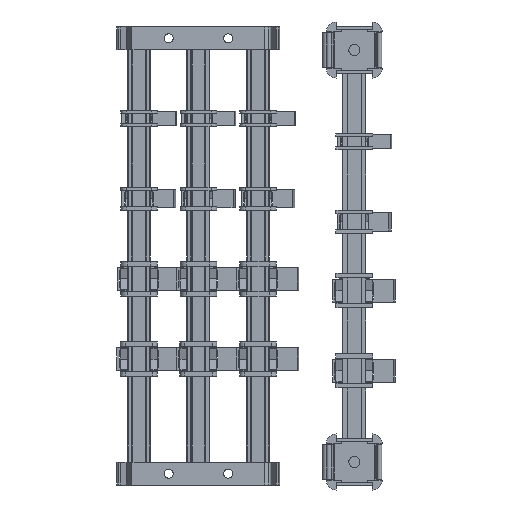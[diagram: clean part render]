
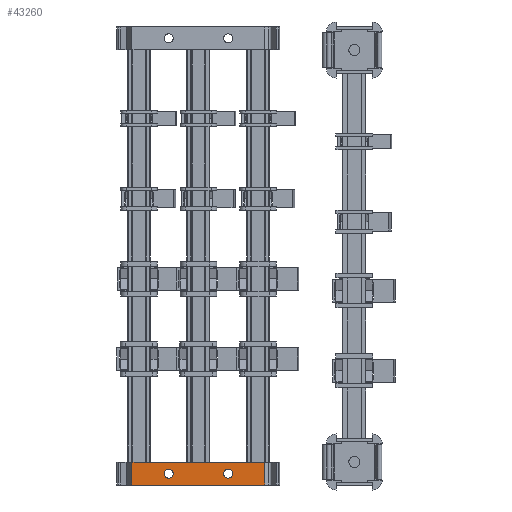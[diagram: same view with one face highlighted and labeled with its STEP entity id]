
A CAD part, front view. The second image highlights one B-rep face of the part: STEP entity #43260.
In plain terms, the highlighted planar face has unit normal (0, -1, 0).
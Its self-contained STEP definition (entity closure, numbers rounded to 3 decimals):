
#13756=DIRECTION('',(-1.,0.,0.));
#13757=VECTOR('',#13756,58.);
#13758=CARTESIAN_POINT('',(29.,0.,-195.));
#13759=LINE('',#13758,#13757);
#13760=DIRECTION('',(1.,0.,0.));
#13761=VECTOR('',#13760,58.);
#13762=CARTESIAN_POINT('',(-29.,0.,-185.));
#13763=LINE('',#13762,#13761);
#13764=DIRECTION('',(0.,0.,-1.));
#13765=VECTOR('',#13764,10.);
#13766=CARTESIAN_POINT('',(29.,0.,-185.));
#13767=LINE('',#13766,#13765);
#13768=CARTESIAN_POINT('',(-13.,0.,-190.));
#13769=DIRECTION('',(0.,-1.,0.));
#13770=DIRECTION('',(-1.,0.,0.));
#13771=AXIS2_PLACEMENT_3D('',#13768,#13769,#13770);
#13773=CARTESIAN_POINT('',(-13.,0.,-190.));
#13774=DIRECTION('',(0.,-1.,0.));
#13775=DIRECTION('',(1.,0.,0.));
#13776=AXIS2_PLACEMENT_3D('',#13773,#13774,#13775);
#13778=CARTESIAN_POINT('',(13.,0.,-190.));
#13779=DIRECTION('',(0.,-1.,0.));
#13780=DIRECTION('',(-1.,0.,0.));
#13781=AXIS2_PLACEMENT_3D('',#13778,#13779,#13780);
#13783=CARTESIAN_POINT('',(13.,0.,-190.));
#13784=DIRECTION('',(0.,-1.,0.));
#13785=DIRECTION('',(1.,0.,0.));
#13786=AXIS2_PLACEMENT_3D('',#13783,#13784,#13785);
#13788=DIRECTION('',(0.,0.,-1.));
#13789=VECTOR('',#13788,10.);
#13790=CARTESIAN_POINT('',(-29.,0.,-185.));
#13791=LINE('',#13790,#13789);
#20008=CARTESIAN_POINT('',(-29.,0.,-195.));
#20010=VERTEX_POINT('',#20008);
#20011=CARTESIAN_POINT('',(29.,0.,-195.));
#20013=VERTEX_POINT('',#20011);
#20071=CARTESIAN_POINT('',(29.,0.,-185.));
#20072=VERTEX_POINT('',#20071);
#20073=CARTESIAN_POINT('',(-29.,0.,-185.));
#20074=VERTEX_POINT('',#20073);
#20193=CARTESIAN_POINT('',(-15.,0.,-190.));
#20194=CARTESIAN_POINT('',(-11.,0.,-190.));
#20195=VERTEX_POINT('',#20193);
#20196=VERTEX_POINT('',#20194);
#20197=CARTESIAN_POINT('',(11.,0.,-190.));
#20198=CARTESIAN_POINT('',(15.,0.,-190.));
#20199=VERTEX_POINT('',#20197);
#20200=VERTEX_POINT('',#20198);
#43236=CARTESIAN_POINT('',(0.,0.,-190.));
#43237=DIRECTION('',(0.,1.,0.));
#43238=DIRECTION('',(1.,0.,0.));
#43239=AXIS2_PLACEMENT_3D('',#43236,#43237,#43238);
#43240=PLANE('',#43239);
#43241=ORIENTED_EDGE('',*,*,#29332,.T.);
#43243=ORIENTED_EDGE('',*,*,#43242,.F.);
#43244=ORIENTED_EDGE('',*,*,#28813,.T.);
#43246=ORIENTED_EDGE('',*,*,#43245,.T.);
#43247=EDGE_LOOP('',(#43241,#43243,#43244,#43246));
#43248=FACE_OUTER_BOUND('',#43247,.F.);
#43249=ORIENTED_EDGE('',*,*,#43226,.T.);
#43251=ORIENTED_EDGE('',*,*,#43250,.T.);
#43252=EDGE_LOOP('',(#43249,#43251));
#43253=FACE_BOUND('',#43252,.F.);
#43255=ORIENTED_EDGE('',*,*,#43254,.T.);
#43257=ORIENTED_EDGE('',*,*,#43256,.T.);
#43258=EDGE_LOOP('',(#43255,#43257));
#43259=FACE_BOUND('',#43258,.F.);
#13772=CIRCLE('',#13771,2.);
#13777=CIRCLE('',#13776,2.);
#13782=CIRCLE('',#13781,2.);
#13787=CIRCLE('',#13786,2.);
#28813=EDGE_CURVE('',#20074,#20072,#13763,.T.);
#29332=EDGE_CURVE('',#20013,#20010,#13759,.T.);
#43226=EDGE_CURVE('',#20195,#20196,#13772,.T.);
#43242=EDGE_CURVE('',#20074,#20010,#13791,.T.);
#43245=EDGE_CURVE('',#20072,#20013,#13767,.T.);
#43250=EDGE_CURVE('',#20196,#20195,#13777,.T.);
#43254=EDGE_CURVE('',#20199,#20200,#13782,.T.);
#43256=EDGE_CURVE('',#20200,#20199,#13787,.T.);
#43260=ADVANCED_FACE('',(#43248,#43253,#43259),#43240,.F.);
